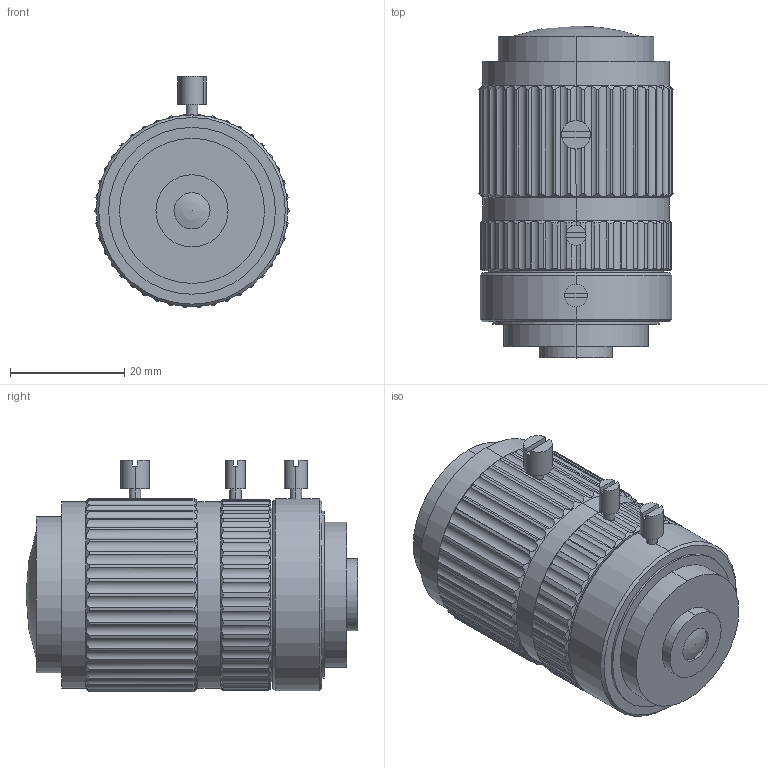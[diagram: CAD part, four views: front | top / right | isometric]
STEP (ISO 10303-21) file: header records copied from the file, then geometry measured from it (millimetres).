
FILE_DESCRIPTION (( 'STEP AP214' ), '1' );
FILE_NAME ('L059-FZA-2.8Z12-CS.STEP', '', ( '' ), ( '' ), '', '', '' );
FILE_SCHEMA (( 'AUTOMOTIVE_DESIGN' ));
Length unit declared in the file: millimetre
Products named in the file (1): L059-FZA-2.8Z12-CS
Bounding box: 33.9 x 58 x 40.42 mm (x, y, z)
Volume: 44942.8 mm3; surface area: 8169.4 mm2
Topology: 1 solids, 1 shells, 262 faces, 739 edges, 488 vertices
Faces by surface type: cylinder 222, plane 26, cone 12, sphere 2
Entity records: 10313 total; most frequent: CARTESIAN_POINT 3658, ORIENTED_EDGE 1466, DIRECTION 1275, EDGE_CURVE 733, AXIS2_PLACEMENT_3D 507, VERTEX_POINT 484, EDGE_LOOP 273, ADVANCED_FACE 262
